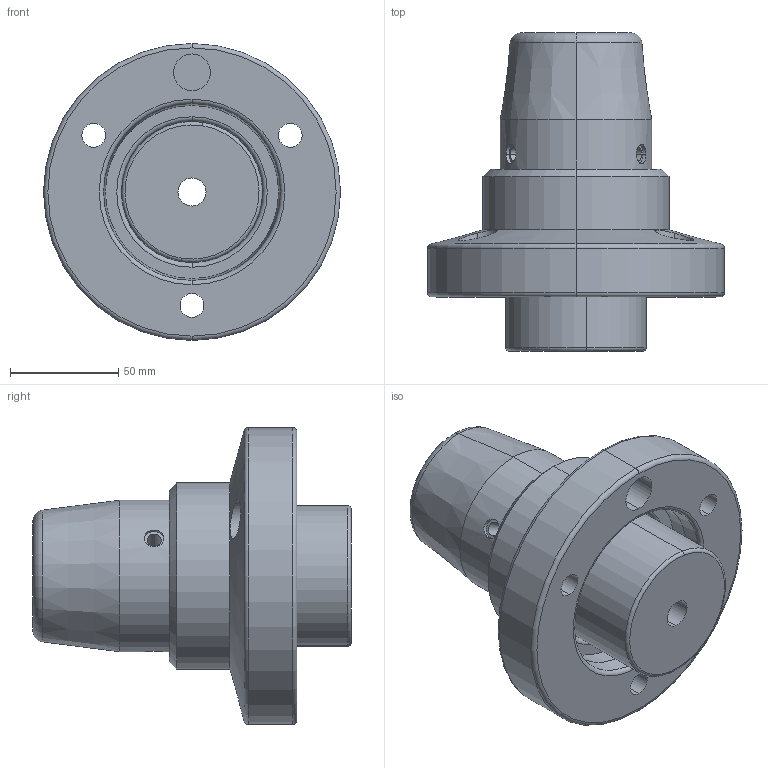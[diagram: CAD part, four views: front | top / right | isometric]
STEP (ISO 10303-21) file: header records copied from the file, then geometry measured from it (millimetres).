
FILE_DESCRIPTION (( 'STEP AP214' ), '1' );
FILE_NAME ('CPB-5CA5.STEP', '2020-04-27T06:46:30', ( 'COSH' ), ( '' ), 'SwSTEP 2.0', 'SolidWorks 2016', '' );
FILE_SCHEMA (( 'AUTOMOTIVE_DESIGN' ));
Length unit declared in the file: millimetre
Products named in the file (1): CPB-5CA5
Bounding box: 137.2 x 147 x 137.2 mm (x, y, z)
Volume: 758218.5 mm3; surface area: 106403.3 mm2
Topology: 2 solids, 2 shells, 105 faces, 229 edges, 140 vertices
Faces by surface type: cylinder 54, torus 20, plane 19, cone 12
Entity records: 4750 total; most frequent: CARTESIAN_POINT 1142, DIRECTION 557, ORIENTED_EDGE 458, AXIS2_PLACEMENT_3D 244, EDGE_CURVE 229, VERTEX_POINT 140, CIRCLE 138, EDGE_LOOP 133
